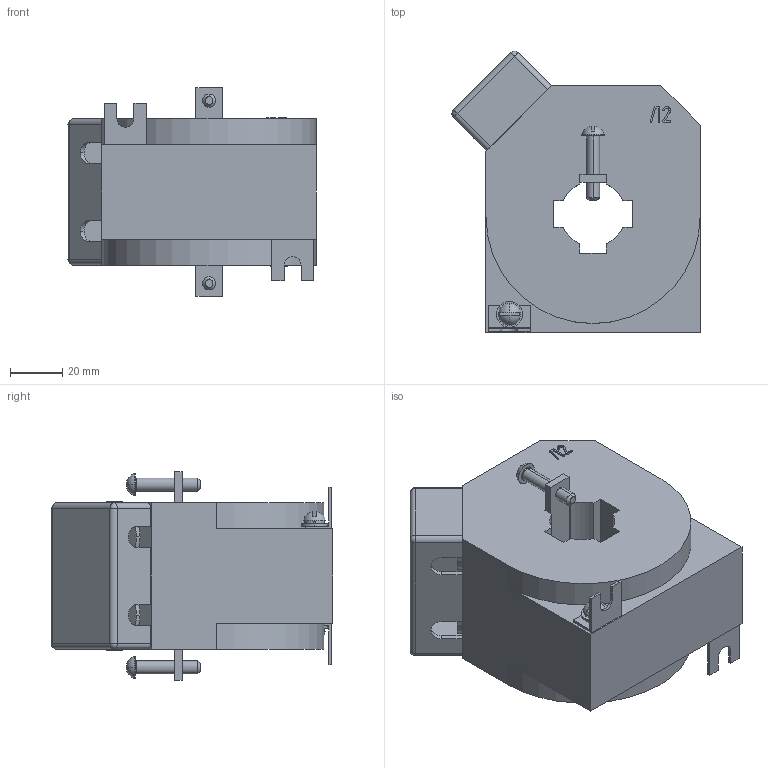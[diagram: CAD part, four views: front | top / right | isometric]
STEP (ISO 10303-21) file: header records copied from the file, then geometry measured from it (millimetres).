
FILE_DESCRIPTION (( 'STEP AP214' ), '1' );
FILE_NAME ('ﾒﾒ-0,66-ﾒﾘﾋ II1.STEP', '2023-08-09T20:29:18', ( '' ), ( '' ), 'SwSTEP 2.0', 'SolidWorks 2019', '' );
FILE_SCHEMA (( 'AUTOMOTIVE_DESIGN' ));
Length unit declared in the file: millimetre
Products named in the file (1): ﾒﾒ-0,66-ﾒﾘﾋ II1
Bounding box: 95.05 x 107.81 x 80 mm (x, y, z)
Volume: 372850.6 mm3; surface area: 52550.5 mm2
Topology: 16 solids, 16 shells, 392 faces, 959 edges, 614 vertices
Faces by surface type: plane 179, cylinder 95, bspline 74, sphere 20, torus 12, cone 12
Entity records: 18006 total; most frequent: CARTESIAN_POINT 4608, ORIENTED_EDGE 1902, DIRECTION 1703, EDGE_CURVE 951, VERTEX_POINT 614, AXIS2_PLACEMENT_3D 597, VECTOR 509, LINE 509
